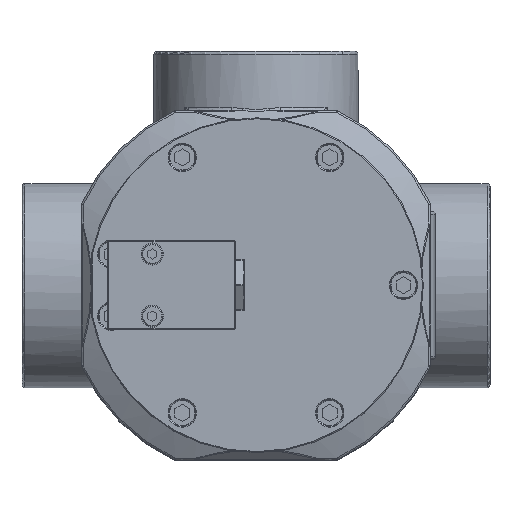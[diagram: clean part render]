
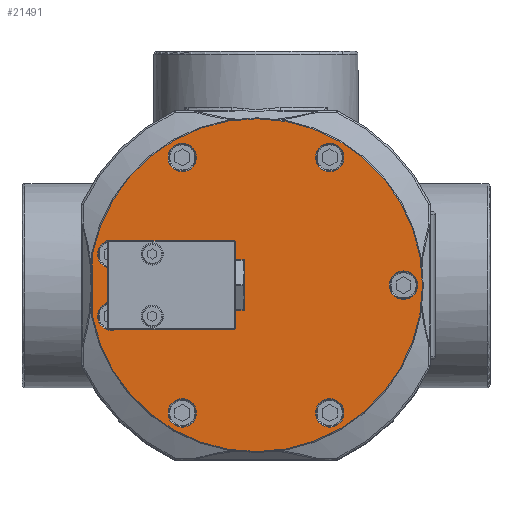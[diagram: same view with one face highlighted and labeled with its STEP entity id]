
A CAD part, top view. The second image highlights one B-rep face of the part: STEP entity #21491.
In plain terms, the highlighted planar face has unit normal (0, 0, 1).
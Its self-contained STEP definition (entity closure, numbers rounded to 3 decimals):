
#961=LINE('',#34758,#1711);
#966=LINE('',#35116,#1716);
#967=LINE('',#35120,#1717);
#968=LINE('',#35122,#1718);
#969=LINE('',#35124,#1719);
#1711=VECTOR('',#26607,1000.);
#1716=VECTOR('',#26806,1000.);
#1717=VECTOR('',#26809,1000.);
#1718=VECTOR('',#26810,1000.);
#1719=VECTOR('',#26811,1000.);
#2198=PLANE('',#23187);
#5483=ORIENTED_EDGE('',*,*,#8221,.T.);
#5484=ORIENTED_EDGE('',*,*,#8222,.T.);
#5485=ORIENTED_EDGE('',*,*,#8223,.T.);
#5486=ORIENTED_EDGE('',*,*,#8224,.T.);
#5487=ORIENTED_EDGE('',*,*,#8225,.T.);
#5488=ORIENTED_EDGE('',*,*,#8226,.T.);
#5489=ORIENTED_EDGE('',*,*,#8227,.T.);
#5490=ORIENTED_EDGE('',*,*,#8228,.T.);
#5491=ORIENTED_EDGE('',*,*,#8229,.T.);
#5492=ORIENTED_EDGE('',*,*,#8230,.T.);
#5493=ORIENTED_EDGE('',*,*,#8231,.T.);
#5494=ORIENTED_EDGE('',*,*,#8143,.T.);
#5495=ORIENTED_EDGE('',*,*,#8142,.T.);
#8142=EDGE_CURVE('',#9637,#9638,#961,.T.);
#8143=EDGE_CURVE('',#9638,#9637,#10777,.F.);
#8221=EDGE_CURVE('',#9669,#9670,#10838,.T.);
#8222=EDGE_CURVE('',#9670,#9671,#966,.T.);
#8223=EDGE_CURVE('',#9671,#9672,#10839,.T.);
#8224=EDGE_CURVE('',#9672,#9673,#967,.T.);
#8225=EDGE_CURVE('',#9673,#9674,#968,.T.);
#8226=EDGE_CURVE('',#9674,#9669,#969,.T.);
#8227=EDGE_CURVE('',#9675,#9675,#10840,.T.);
#8228=EDGE_CURVE('',#9676,#9676,#10841,.T.);
#8229=EDGE_CURVE('',#9677,#9677,#10842,.T.);
#8230=EDGE_CURVE('',#9678,#9678,#10843,.T.);
#8231=EDGE_CURVE('',#9679,#9679,#10844,.T.);
#9637=VERTEX_POINT('',#34752);
#9638=VERTEX_POINT('',#34757);
#9669=VERTEX_POINT('',#35114);
#9670=VERTEX_POINT('',#35115);
#9671=VERTEX_POINT('',#35117);
#9672=VERTEX_POINT('',#35119);
#9673=VERTEX_POINT('',#35121);
#9674=VERTEX_POINT('',#35123);
#9675=VERTEX_POINT('',#35126);
#9676=VERTEX_POINT('',#35128);
#9677=VERTEX_POINT('',#35130);
#9678=VERTEX_POINT('',#35132);
#9679=VERTEX_POINT('',#35134);
#10777=CIRCLE('',#23093,56.2);
#10838=CIRCLE('',#23188,4.8);
#10839=CIRCLE('',#23189,4.8);
#10840=CIRCLE('',#23190,4.8);
#10841=CIRCLE('',#23191,4.8);
#10842=CIRCLE('',#23192,4.8);
#10843=CIRCLE('',#23193,4.8);
#10844=CIRCLE('',#23194,4.8);
#11798=EDGE_LOOP('',(#5483,#5484,#5485,#5486,#5487,#5488));
#11799=EDGE_LOOP('',(#5489));
#11800=EDGE_LOOP('',(#5490));
#11801=EDGE_LOOP('',(#5491));
#11802=EDGE_LOOP('',(#5492));
#11803=EDGE_LOOP('',(#5493));
#11804=EDGE_LOOP('',(#5494,#5495));
#13070=FACE_BOUND('',#11798,.T.);
#13071=FACE_BOUND('',#11799,.T.);
#13072=FACE_BOUND('',#11800,.T.);
#13073=FACE_BOUND('',#11801,.T.);
#13074=FACE_BOUND('',#11802,.T.);
#13075=FACE_BOUND('',#11803,.T.);
#13076=FACE_BOUND('',#11804,.T.);
#21491=ADVANCED_FACE('',(#13070,#13071,#13072,#13073,#13074,#13075,#13076),
#2198,.F.);
#23093=AXIS2_PLACEMENT_3D('',#34760,#26610,#26611);
#23187=AXIS2_PLACEMENT_3D('',#35112,#26802,#26803);
#23188=AXIS2_PLACEMENT_3D('',#35113,#26804,#26805);
#23189=AXIS2_PLACEMENT_3D('',#35118,#26807,#26808);
#23190=AXIS2_PLACEMENT_3D('',#35125,#26812,#26813);
#23191=AXIS2_PLACEMENT_3D('',#35127,#26814,#26815);
#23192=AXIS2_PLACEMENT_3D('',#35129,#26816,#26817);
#23193=AXIS2_PLACEMENT_3D('',#35131,#26818,#26819);
#23194=AXIS2_PLACEMENT_3D('',#35133,#26820,#26821);
#26607=DIRECTION('',(0.,-1.,0.));
#26610=DIRECTION('',(0.,0.,-1.));
#26611=DIRECTION('',(1.,0.,0.));
#26802=DIRECTION('',(0.,0.,-1.));
#26803=DIRECTION('',(1.,0.,0.));
#26804=DIRECTION('',(0.,0.,-1.));
#26805=DIRECTION('',(1.,0.,0.));
#26806=DIRECTION('',(0.,1.,0.));
#26807=DIRECTION('',(0.,0.,-1.));
#26808=DIRECTION('',(1.,0.,0.));
#26809=DIRECTION('',(1.,0.,0.));
#26810=DIRECTION('',(0.,-1.,0.));
#26811=DIRECTION('',(-1.,0.,0.));
#26812=DIRECTION('',(0.,0.,-1.));
#26813=DIRECTION('',(1.,0.,0.));
#26814=DIRECTION('',(0.,0.,-1.));
#26815=DIRECTION('',(1.,0.,0.));
#26816=DIRECTION('',(0.,0.,-1.));
#26817=DIRECTION('',(1.,0.,0.));
#26818=DIRECTION('',(0.,0.,-1.));
#26819=DIRECTION('',(1.,0.,0.));
#26820=DIRECTION('',(0.,0.,-1.));
#26821=DIRECTION('',(1.,0.,0.));
#34752=CARTESIAN_POINT('',(-55.2,10.555,85.));
#34757=CARTESIAN_POINT('',(-55.2,-10.555,85.));
#34758=CARTESIAN_POINT('',(-55.2,-10.583,85.));
#34760=CARTESIAN_POINT('',(0.,0.,85.));
#35112=CARTESIAN_POINT('',(-56.5,0.,85.));
#35113=CARTESIAN_POINT('',(-48.691,-10.45,85.));
#35114=CARTESIAN_POINT('',(-46.46,-14.7,85.));
#35115=CARTESIAN_POINT('',(-49.7,-5.757,85.));
#35116=CARTESIAN_POINT('',(-49.7,15.,85.));
#35117=CARTESIAN_POINT('',(-49.7,5.757,85.));
#35118=CARTESIAN_POINT('',(-48.691,10.45,85.));
#35119=CARTESIAN_POINT('',(-46.46,14.7,85.));
#35120=CARTESIAN_POINT('',(-7.,14.7,85.));
#35121=CARTESIAN_POINT('',(-7.3,14.7,85.));
#35122=CARTESIAN_POINT('',(-7.3,0.,85.));
#35123=CARTESIAN_POINT('',(-7.3,-14.7,85.));
#35124=CARTESIAN_POINT('',(-50.,-14.7,85.));
#35125=CARTESIAN_POINT('',(49.8,0.,85.));
#35126=CARTESIAN_POINT('',(54.6,0.,85.));
#35127=CARTESIAN_POINT('',(-24.9,-43.128,85.));
#35128=CARTESIAN_POINT('',(-20.1,-43.128,85.));
#35129=CARTESIAN_POINT('',(-24.9,43.128,85.));
#35130=CARTESIAN_POINT('',(-20.1,43.128,85.));
#35131=CARTESIAN_POINT('',(24.9,43.128,85.));
#35132=CARTESIAN_POINT('',(29.7,43.128,85.));
#35133=CARTESIAN_POINT('',(24.9,-43.128,85.));
#35134=CARTESIAN_POINT('',(29.7,-43.128,85.));
